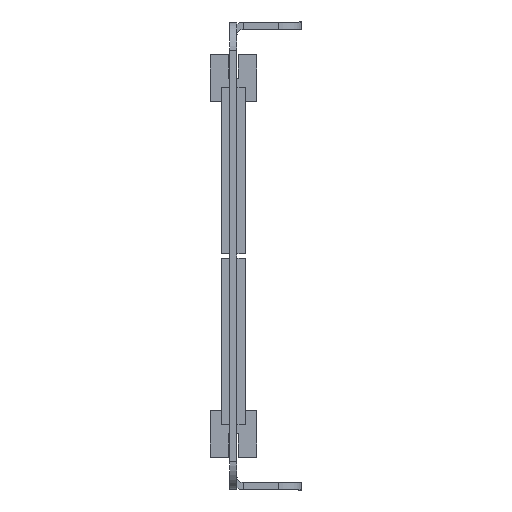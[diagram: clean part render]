
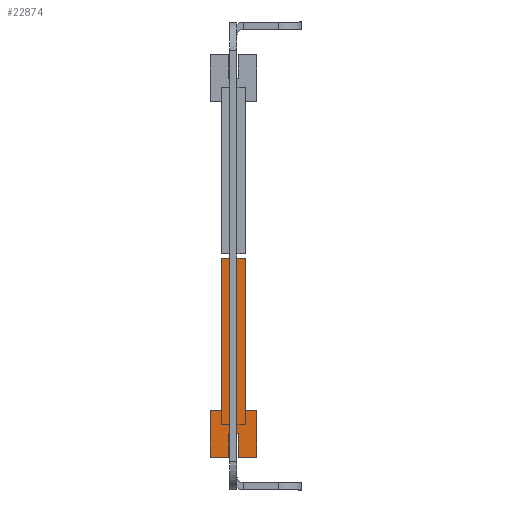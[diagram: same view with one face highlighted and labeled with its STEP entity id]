
A CAD part, left-side view. The second image highlights one B-rep face of the part: STEP entity #22874.
In plain terms, the highlighted face is planar.
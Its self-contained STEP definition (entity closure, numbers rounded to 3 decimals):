
#418 = EDGE_CURVE ( 'NONE', #17651, #44777, #35017, .T. ) ;
#598 = CARTESIAN_POINT ( 'NONE',  ( 0., -5., 790. ) ) ;
#687 = EDGE_LOOP ( 'NONE', ( #12898, #16281, #14740, #20125, #32297, #26156, #6877, #3795, #35910, #18169, #7400, #17409 ) ) ;
#694 = PLANE ( 'NONE',  #22723 ) ;
#1386 = DIRECTION ( 'NONE',  ( 0., 1., 0. ) ) ;
#2545 = VERTEX_POINT ( 'NONE', #29412 ) ;
#2982 = VERTEX_POINT ( 'NONE', #598 ) ;
#3521 = VECTOR ( 'NONE', #1386, 1000. ) ;
#3795 = ORIENTED_EDGE ( 'NONE', *, *, #32630, .T. ) ;
#4684 = VERTEX_POINT ( 'NONE', #46149 ) ;
#5010 = EDGE_CURVE ( 'NONE', #12866, #47186, #28414, .T. ) ;
#5059 = CARTESIAN_POINT ( 'NONE',  ( 0., -5., 790. ) ) ;
#5621 = CARTESIAN_POINT ( 'NONE',  ( 10., -5., 790. ) ) ;
#6009 = DIRECTION ( 'NONE',  ( 0., -1., 0. ) ) ;
#6552 = CARTESIAN_POINT ( 'NONE',  ( 0., -1., 790. ) ) ;
#6877 = ORIENTED_EDGE ( 'NONE', *, *, #35333, .T. ) ;
#7107 = VERTEX_POINT ( 'NONE', #14674 ) ;
#7241 = VECTOR ( 'NONE', #6009, 1000. ) ;
#7400 = ORIENTED_EDGE ( 'NONE', *, *, #14303, .F. ) ;
#8771 = EDGE_CURVE ( 'NONE', #11514, #12866, #16430, .T. ) ;
#9584 = CARTESIAN_POINT ( 'NONE',  ( 0., 1., 790. ) ) ;
#11455 = CARTESIAN_POINT ( 'NONE',  ( 0., 0., 790. ) ) ;
#11514 = VERTEX_POINT ( 'NONE', #47031 ) ;
#12389 = CARTESIAN_POINT ( 'NONE',  ( 10., 5., 790. ) ) ;
#12866 = VERTEX_POINT ( 'NONE', #35277 ) ;
#12898 = ORIENTED_EDGE ( 'NONE', *, *, #43340, .T. ) ;
#14303 = EDGE_CURVE ( 'NONE', #7107, #44777, #35815, .T. ) ;
#14552 = CARTESIAN_POINT ( 'NONE',  ( 10., -5., 790. ) ) ;
#14674 = CARTESIAN_POINT ( 'NONE',  ( 42.5, -2.5, 790. ) ) ;
#14740 = ORIENTED_EDGE ( 'NONE', *, *, #5010, .T. ) ;
#15282 = DIRECTION ( 'NONE',  ( 0., 0., 1. ) ) ;
#16192 = CARTESIAN_POINT ( 'NONE',  ( 0., 5., 790. ) ) ;
#16281 = ORIENTED_EDGE ( 'NONE', *, *, #8771, .T. ) ;
#16430 = LINE ( 'NONE', #12389, #3521 ) ;
#16489 = VECTOR ( 'NONE', #37425, 1000. ) ;
#16908 = EDGE_CURVE ( 'NONE', #2982, #17651, #29481, .T. ) ;
#17409 = ORIENTED_EDGE ( 'NONE', *, *, #27639, .F. ) ;
#17596 = CARTESIAN_POINT ( 'NONE',  ( 42.5, 2.5, 790. ) ) ;
#17651 = VERTEX_POINT ( 'NONE', #14552 ) ;
#18169 = ORIENTED_EDGE ( 'NONE', *, *, #418, .T. ) ;
#19652 = DIRECTION ( 'NONE',  ( 1., 0., 0. ) ) ;
#20125 = ORIENTED_EDGE ( 'NONE', *, *, #30677, .T. ) ;
#20274 = CARTESIAN_POINT ( 'NONE',  ( 10., -2.5, 790. ) ) ;
#20403 = LINE ( 'NONE', #38344, #34468 ) ;
#20768 = CARTESIAN_POINT ( 'NONE',  ( 0., 5., 790. ) ) ;
#20800 = LINE ( 'NONE', #35850, #44971 ) ;
#21138 = LINE ( 'NONE', #6552, #23103 ) ;
#22130 = DIRECTION ( 'NONE',  ( 0., -1., 0. ) ) ;
#22723 = AXIS2_PLACEMENT_3D ( 'NONE', #11455, #15282, #29869 ) ;
#22874 = ADVANCED_FACE ( 'NONE', ( #36559 ), #694, .T. ) ;
#23103 = VECTOR ( 'NONE', #43617, 1000. ) ;
#24993 = CARTESIAN_POINT ( 'NONE',  ( 42.5, 2.5, 790. ) ) ;
#25101 = DIRECTION ( 'NONE',  ( -1., 0., 0. ) ) ;
#26156 = ORIENTED_EDGE ( 'NONE', *, *, #29077, .T. ) ;
#26165 = VECTOR ( 'NONE', #32233, 1000. ) ;
#26582 = VERTEX_POINT ( 'NONE', #36940 ) ;
#26756 = VECTOR ( 'NONE', #22130, 1000. ) ;
#26917 = VECTOR ( 'NONE', #35343, 1000. ) ;
#27298 = CARTESIAN_POINT ( 'NONE',  ( 0., -5., 790. ) ) ;
#27639 = EDGE_CURVE ( 'NONE', #30808, #7107, #32402, .T. ) ;
#27717 = VECTOR ( 'NONE', #30769, 1000. ) ;
#28081 = DIRECTION ( 'NONE',  ( 0., 1., 0. ) ) ;
#28414 = LINE ( 'NONE', #20768, #26917 ) ;
#29077 = EDGE_CURVE ( 'NONE', #26582, #4684, #20403, .T. ) ;
#29412 = CARTESIAN_POINT ( 'NONE',  ( 0., -1., 790. ) ) ;
#29481 = LINE ( 'NONE', #5059, #39492 ) ;
#29869 = DIRECTION ( 'NONE',  ( 1., 0., 0. ) ) ;
#30677 = EDGE_CURVE ( 'NONE', #47186, #34077, #40832, .T. ) ;
#30769 = DIRECTION ( 'NONE',  ( 0., -1., 0. ) ) ;
#30808 = VERTEX_POINT ( 'NONE', #17596 ) ;
#31113 = LINE ( 'NONE', #27298, #7241 ) ;
#32233 = DIRECTION ( 'NONE',  ( -1., 0., 0. ) ) ;
#32297 = ORIENTED_EDGE ( 'NONE', *, *, #38739, .T. ) ;
#32402 = LINE ( 'NONE', #24993, #26756 ) ;
#32630 = EDGE_CURVE ( 'NONE', #2545, #2982, #31113, .T. ) ;
#34077 = VERTEX_POINT ( 'NONE', #9584 ) ;
#34468 = VECTOR ( 'NONE', #41922, 1000. ) ;
#34709 = CARTESIAN_POINT ( 'NONE',  ( 0., 5., 790. ) ) ;
#35017 = LINE ( 'NONE', #5621, #37569 ) ;
#35277 = CARTESIAN_POINT ( 'NONE',  ( 10., 5., 790. ) ) ;
#35333 = EDGE_CURVE ( 'NONE', #4684, #2545, #21138, .T. ) ;
#35343 = DIRECTION ( 'NONE',  ( -1., 0., 0. ) ) ;
#35815 = LINE ( 'NONE', #47045, #26165 ) ;
#35850 = CARTESIAN_POINT ( 'NONE',  ( 42.5, 2.5, 790. ) ) ;
#35910 = ORIENTED_EDGE ( 'NONE', *, *, #16908, .T. ) ;
#36559 = FACE_OUTER_BOUND ( 'NONE', #687, .T. ) ;
#36940 = CARTESIAN_POINT ( 'NONE',  ( 5., 1., 790. ) ) ;
#37425 = DIRECTION ( 'NONE',  ( 1., 0., 0. ) ) ;
#37569 = VECTOR ( 'NONE', #28081, 1000. ) ;
#38344 = CARTESIAN_POINT ( 'NONE',  ( 5., 1., 790. ) ) ;
#38739 = EDGE_CURVE ( 'NONE', #34077, #26582, #44608, .T. ) ;
#39492 = VECTOR ( 'NONE', #19652, 1000. ) ;
#40832 = LINE ( 'NONE', #16192, #27717 ) ;
#41922 = DIRECTION ( 'NONE',  ( 0., -1., 0. ) ) ;
#43340 = EDGE_CURVE ( 'NONE', #30808, #11514, #20800, .T. ) ;
#43617 = DIRECTION ( 'NONE',  ( -1., 0., 0. ) ) ;
#44608 = LINE ( 'NONE', #44827, #16489 ) ;
#44777 = VERTEX_POINT ( 'NONE', #20274 ) ;
#44827 = CARTESIAN_POINT ( 'NONE',  ( 0., 1., 790. ) ) ;
#44971 = VECTOR ( 'NONE', #25101, 1000. ) ;
#46149 = CARTESIAN_POINT ( 'NONE',  ( 5., -1., 790. ) ) ;
#47031 = CARTESIAN_POINT ( 'NONE',  ( 10., 2.5, 790. ) ) ;
#47045 = CARTESIAN_POINT ( 'NONE',  ( 42.5, -2.5, 790. ) ) ;
#47186 = VERTEX_POINT ( 'NONE', #34709 ) ;
